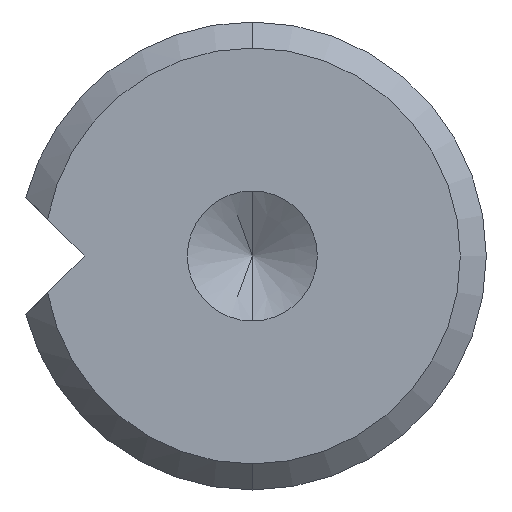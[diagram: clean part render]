
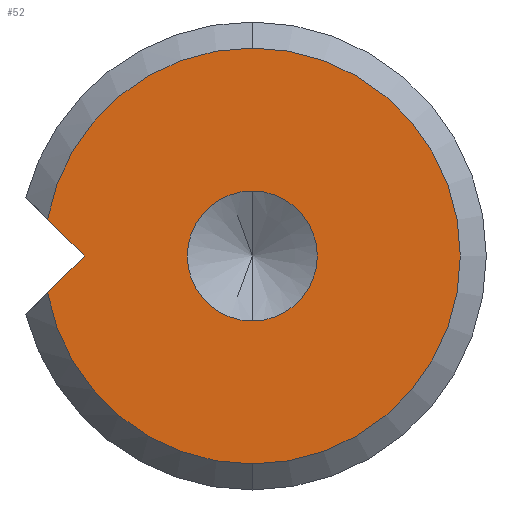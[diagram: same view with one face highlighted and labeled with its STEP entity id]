
A CAD part, front view. The second image highlights one B-rep face of the part: STEP entity #52.
In plain terms, the highlighted planar face has unit normal (0, -1, 0).
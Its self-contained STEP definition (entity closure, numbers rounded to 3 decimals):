
#11 = VERTEX_POINT ( 'NONE', #446 ) ;
#14 = ORIENTED_EDGE ( 'NONE', *, *, #536, .T. ) ;
#37 = ORIENTED_EDGE ( 'NONE', *, *, #540, .T. ) ;
#42 = ORIENTED_EDGE ( 'NONE', *, *, #55, .F. ) ;
#44 = CARTESIAN_POINT ( 'NONE',  ( 0., 0., 0. ) ) ;
#52 = ADVANCED_FACE ( 'NONE', ( #223, #456 ), #195, .F. ) ;
#55 = EDGE_CURVE ( 'NONE', #11, #421, #582, .T. ) ;
#66 = DIRECTION ( 'NONE',  ( 0., 0., 1. ) ) ;
#84 = EDGE_LOOP ( 'NONE', ( #354, #42 ) ) ;
#97 = DIRECTION ( 'NONE',  ( 0., -1., 0. ) ) ;
#113 = DIRECTION ( 'NONE',  ( 0., -1., 0. ) ) ;
#119 = EDGE_CURVE ( 'NONE', #275, #255, #562, .T. ) ;
#124 = AXIS2_PLACEMENT_3D ( 'NONE', #444, #299, #66 ) ;
#128 = EDGE_CURVE ( 'NONE', #255, #313, #272, .T. ) ;
#130 = VECTOR ( 'NONE', #303, 1000. ) ;
#133 = CARTESIAN_POINT ( 'NONE',  ( -7.875, 0., -1.41 ) ) ;
#134 = DIRECTION ( 'NONE',  ( 0., 0., 1. ) ) ;
#163 = VERTEX_POINT ( 'NONE', #231 ) ;
#164 = CARTESIAN_POINT ( 'NONE',  ( -3.232, 0., -3.232 ) ) ;
#183 = CARTESIAN_POINT ( 'NONE',  ( 0., 0., 0. ) ) ;
#191 = AXIS2_PLACEMENT_3D ( 'NONE', #443, #342, #574 ) ;
#195 = PLANE ( 'NONE',  #124 ) ;
#211 = DIRECTION ( 'NONE',  ( -0.707, 0., -0.707 ) ) ;
#223 = FACE_BOUND ( 'NONE', #84, .T. ) ;
#231 = CARTESIAN_POINT ( 'NONE',  ( 0., 0., -8. ) ) ;
#241 = CARTESIAN_POINT ( 'NONE',  ( 0., 0., 0. ) ) ;
#247 = CIRCLE ( 'NONE', #191, 2.5 ) ;
#255 = VERTEX_POINT ( 'NONE', #604 ) ;
#271 = ORIENTED_EDGE ( 'NONE', *, *, #119, .T. ) ;
#272 = LINE ( 'NONE', #504, #372 ) ;
#275 = VERTEX_POINT ( 'NONE', #370 ) ;
#299 = DIRECTION ( 'NONE',  ( 0., 1., 0. ) ) ;
#303 = DIRECTION ( 'NONE',  ( 0.707, 0., -0.707 ) ) ;
#305 = EDGE_LOOP ( 'NONE', ( #14, #37, #357, #271, #455 ) ) ;
#313 = VERTEX_POINT ( 'NONE', #133 ) ;
#342 = DIRECTION ( 'NONE',  ( 0., -1., 0. ) ) ;
#354 = ORIENTED_EDGE ( 'NONE', *, *, #449, .F. ) ;
#357 = ORIENTED_EDGE ( 'NONE', *, *, #485, .T. ) ;
#359 = DIRECTION ( 'NONE',  ( 0., 0., -1. ) ) ;
#361 = CIRCLE ( 'NONE', #621, 8. ) ;
#362 = CARTESIAN_POINT ( 'NONE',  ( 0., 0., 0. ) ) ;
#370 = CARTESIAN_POINT ( 'NONE',  ( -7.875, 0., 1.41 ) ) ;
#372 = VECTOR ( 'NONE', #211, 1000. ) ;
#421 = VERTEX_POINT ( 'NONE', #609 ) ;
#428 = CARTESIAN_POINT ( 'NONE',  ( 0., 0., 8. ) ) ;
#430 = DIRECTION ( 'NONE',  ( 0., -1., 0. ) ) ;
#437 = DIRECTION ( 'NONE',  ( 0., 0., 1. ) ) ;
#443 = CARTESIAN_POINT ( 'NONE',  ( 0., 0., 0. ) ) ;
#444 = CARTESIAN_POINT ( 'NONE',  ( 0., 0., 0. ) ) ;
#446 = CARTESIAN_POINT ( 'NONE',  ( 0., 0., 2.5 ) ) ;
#449 = EDGE_CURVE ( 'NONE', #421, #11, #247, .T. ) ;
#455 = ORIENTED_EDGE ( 'NONE', *, *, #128, .T. ) ;
#456 = FACE_OUTER_BOUND ( 'NONE', #305, .T. ) ;
#460 = CIRCLE ( 'NONE', #588, 8. ) ;
#485 = EDGE_CURVE ( 'NONE', #616, #275, #361, .T. ) ;
#504 = CARTESIAN_POINT ( 'NONE',  ( -3.232, 0., 3.232 ) ) ;
#511 = AXIS2_PLACEMENT_3D ( 'NONE', #362, #113, #359 ) ;
#536 = EDGE_CURVE ( 'NONE', #313, #163, #460, .T. ) ;
#540 = EDGE_CURVE ( 'NONE', #163, #616, #542, .T. ) ;
#542 = CIRCLE ( 'NONE', #572, 8. ) ;
#560 = DIRECTION ( 'NONE',  ( 0., 0., 1. ) ) ;
#562 = LINE ( 'NONE', #164, #130 ) ;
#572 = AXIS2_PLACEMENT_3D ( 'NONE', #241, #430, #134 ) ;
#574 = DIRECTION ( 'NONE',  ( 0., 0., -1. ) ) ;
#582 = CIRCLE ( 'NONE', #511, 2.5 ) ;
#588 = AXIS2_PLACEMENT_3D ( 'NONE', #183, #97, #437 ) ;
#604 = CARTESIAN_POINT ( 'NONE',  ( -6.464, 0., 0. ) ) ;
#608 = DIRECTION ( 'NONE',  ( 0., -1., 0. ) ) ;
#609 = CARTESIAN_POINT ( 'NONE',  ( 0., 0., -2.5 ) ) ;
#616 = VERTEX_POINT ( 'NONE', #428 ) ;
#621 = AXIS2_PLACEMENT_3D ( 'NONE', #44, #608, #560 ) ;
